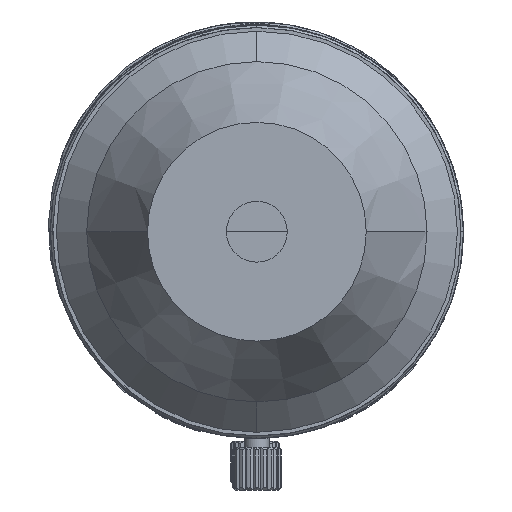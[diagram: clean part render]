
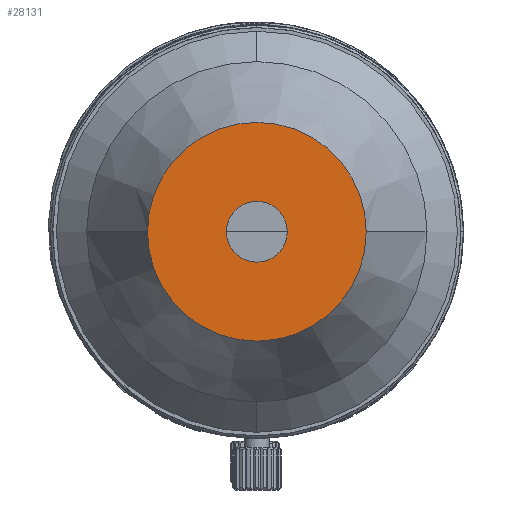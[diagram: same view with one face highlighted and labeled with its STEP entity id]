
A CAD part, left-side view. The second image highlights one B-rep face of the part: STEP entity #28131.
In plain terms, the highlighted planar face has unit normal (-1, 0, 0).
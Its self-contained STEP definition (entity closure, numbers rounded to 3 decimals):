
#1102 = CARTESIAN_POINT ( 'NONE',  ( -1., -2.5, 0. ) ) ;
#1155 = CARTESIAN_POINT ( 'NONE',  ( -1., -2.5, 0. ) ) ;
#1370 = DIRECTION ( 'NONE',  ( 0., 1., 0. ) ) ;
#1882 = ORIENTED_EDGE ( 'NONE', *, *, #15622, .F. ) ;
#2266 = EDGE_LOOP ( 'NONE', ( #10376, #32019 ) ) ;
#3140 = DIRECTION ( 'NONE',  ( 1., 0., 0. ) ) ;
#5187 = DIRECTION ( 'NONE',  ( 0., 1., 0. ) ) ;
#6459 = VERTEX_POINT ( 'NONE', #23236 ) ;
#7339 = EDGE_CURVE ( 'NONE', #15618, #29829, #14027, .T. ) ;
#8039 = DIRECTION ( 'NONE',  ( 1., 0., 0. ) ) ;
#9968 = CARTESIAN_POINT ( 'NONE',  ( -1., -9., 0. ) ) ;
#10144 = DIRECTION ( 'NONE',  ( 0., 1., 0. ) ) ;
#10376 = ORIENTED_EDGE ( 'NONE', *, *, #7339, .T. ) ;
#10786 = EDGE_LOOP ( 'NONE', ( #1882, #18761 ) ) ;
#11546 = PLANE ( 'NONE',  #25722 ) ;
#13177 = AXIS2_PLACEMENT_3D ( 'NONE', #22358, #36133, #5187 ) ;
#14027 = CIRCLE ( 'NONE', #41463, 2.5 ) ;
#14853 = CARTESIAN_POINT ( 'NONE',  ( -1., 0., 0. ) ) ;
#15160 = FACE_OUTER_BOUND ( 'NONE', #10786, .T. ) ;
#15618 = VERTEX_POINT ( 'NONE', #43621 ) ;
#15622 = EDGE_CURVE ( 'NONE', #6459, #37743, #21122, .T. ) ;
#18761 = ORIENTED_EDGE ( 'NONE', *, *, #24891, .F. ) ;
#21122 = CIRCLE ( 'NONE', #13177, 9. ) ;
#22358 = CARTESIAN_POINT ( 'NONE',  ( -1., 0., 0. ) ) ;
#23236 = CARTESIAN_POINT ( 'NONE',  ( -1., 9., 0. ) ) ;
#23279 = DIRECTION ( 'NONE',  ( 0., 1., 0. ) ) ;
#24891 = EDGE_CURVE ( 'NONE', #37743, #6459, #29893, .T. ) ;
#25722 = AXIS2_PLACEMENT_3D ( 'NONE', #1155, #39784, #1370 ) ;
#26887 = DIRECTION ( 'NONE',  ( 1., 0., 0. ) ) ;
#26893 = AXIS2_PLACEMENT_3D ( 'NONE', #38156, #3140, #10144 ) ;
#27717 = AXIS2_PLACEMENT_3D ( 'NONE', #33211, #26887, #23279 ) ;
#28131 = ADVANCED_FACE ( 'NONE', ( #15160, #39566 ), #11546, .F. ) ;
#29680 = EDGE_CURVE ( 'NONE', #29829, #15618, #35566, .T. ) ;
#29829 = VERTEX_POINT ( 'NONE', #1102 ) ;
#29893 = CIRCLE ( 'NONE', #27717, 9. ) ;
#32019 = ORIENTED_EDGE ( 'NONE', *, *, #29680, .T. ) ;
#33211 = CARTESIAN_POINT ( 'NONE',  ( -1., 0., 0. ) ) ;
#35566 = CIRCLE ( 'NONE', #26893, 2.5 ) ;
#36133 = DIRECTION ( 'NONE',  ( 1., 0., 0. ) ) ;
#37743 = VERTEX_POINT ( 'NONE', #9968 ) ;
#38156 = CARTESIAN_POINT ( 'NONE',  ( -1., 0., 0. ) ) ;
#39566 = FACE_BOUND ( 'NONE', #2266, .T. ) ;
#39688 = DIRECTION ( 'NONE',  ( 0., 1., 0. ) ) ;
#39784 = DIRECTION ( 'NONE',  ( 1., 0., 0. ) ) ;
#41463 = AXIS2_PLACEMENT_3D ( 'NONE', #14853, #8039, #39688 ) ;
#43621 = CARTESIAN_POINT ( 'NONE',  ( -1., 2.5, 0. ) ) ;
